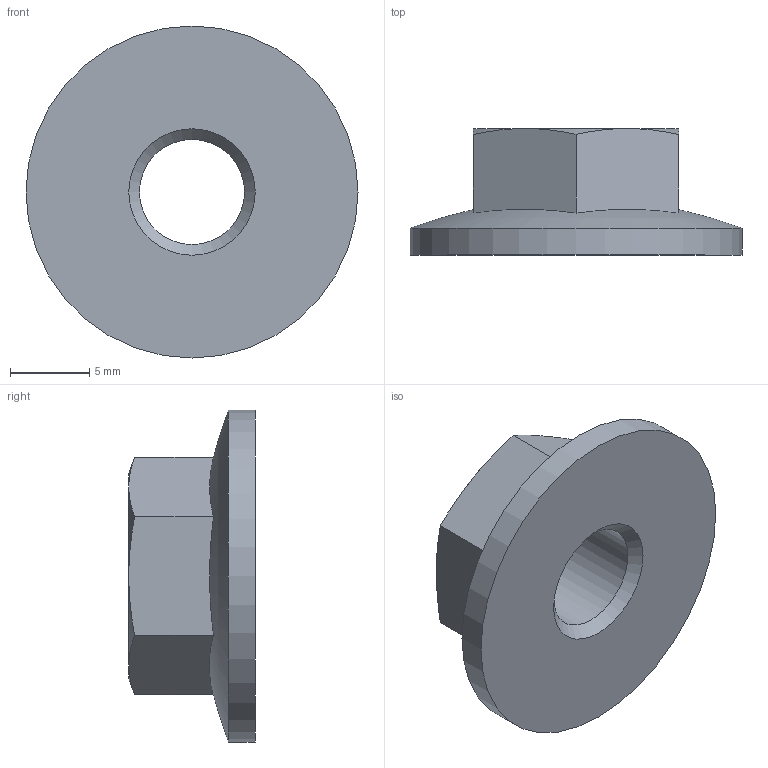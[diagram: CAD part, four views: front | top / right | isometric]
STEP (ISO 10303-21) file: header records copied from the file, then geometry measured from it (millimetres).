
FILE_DESCRIPTION( ( 'STEP AP214' ), '1' );
FILE_NAME( 'K1030.08.stp', '2020-12-10T09:18:51', ( '' ), ( '' ), ' ', 'PARTsolutions', ' ' );
FILE_SCHEMA( ( 'AUTOMOTIVE_DESIGN { 1 0 10303 214 1 1 1 1 }' ) );
Length unit declared in the file: millimetre
Products named in the file (1): _K1030.08
Bounding box: 21 x 8 x 21 mm (x, y, z)
Volume: 1333.8 mm3; surface area: 1125.7 mm2
Topology: 1 solids, 1 shells, 19 faces, 41 edges, 24 vertices
Faces by surface type: cone 8, plane 8, cylinder 2, sphere 1
Full cylindrical faces by diameter (mm): 6.647 x1, 21 x1
Entity records: 696 total; most frequent: CARTESIAN_POINT 140, DIRECTION 82, ORIENTED_EDGE 72, AXIS2_PLACEMENT_3D 38, EDGE_CURVE 36, EDGE_LOOP 26, VERTEX_POINT 24, FACE_OUTER_BOUND 22
